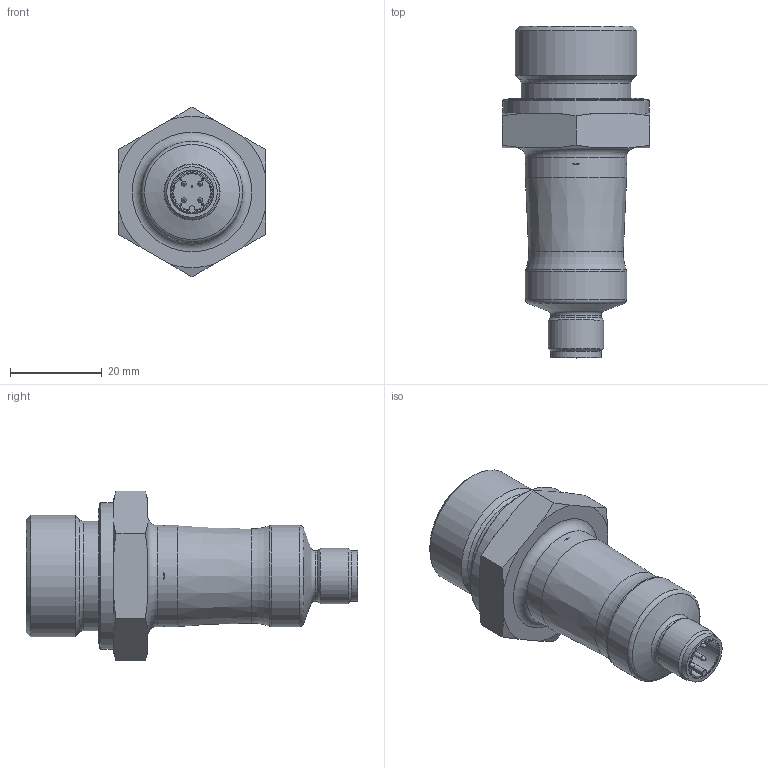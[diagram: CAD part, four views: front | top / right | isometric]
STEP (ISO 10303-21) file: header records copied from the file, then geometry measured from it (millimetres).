
FILE_DESCRIPTION(/* description */ ('Unknown'),/* implementation_level */ '2;1');
FILE_NAME(/* name */ 'PP20S-1.XXXXR.XX14.472X00.004',/* time_stamp */ '2023-06-19T08:43:44+02:00',/* author */ ('Unknown'),/* organization */ ('Baumer'),/* preprocessor_version */ 'ST-DEVELOPER v16.7',/* originating_system */ 'Solid Edge',/* authorisation */ 'Unknown');
FILE_SCHEMA (('AUTOMOTIVE_DESIGN {1 0 10303 214 3 1 1}'));
Length unit declared in the file: millimetre
Products named in the file (1): Part6
Bounding box: 32 x 72.2 x 36.95 mm (x, y, z)
Volume: 15240.5 mm3; surface area: 12617.5 mm2
Topology: 1 solids, 1 shells, 651 faces, 1790 edges, 1160 vertices
Faces by surface type: plane 362, cylinder 112, bspline 85, cone 57, torus 35
Full cylindrical faces by diameter (mm): 0.7 x6, 0.9 x2, 1 x4, 8.4 x1, 8.7 x1, 9.36 x1, 9.45 x1, 9.5 x1, 9.55 x1, 9.935 x1, 10.9 x1, 11 x1, 12 x1, 14.4 x1, 18.2 x1, 19 x1, 19.188 x2, 19.2 x1, 20 x1, 20.4 x1, 22 x2, 23.8 x1, 23.9 x1, 26.441 x1, 29.2 x1, 29.3 x1, 31.9 x1
Entity records: 26795 total; most frequent: CARTESIAN_POINT 7216, ORIENTED_EDGE 3356, DIRECTION 2613, EDGE_CURVE 1678, VERTEX_POINT 1128, AXIS2_PLACEMENT_3D 905, LINE 803, VECTOR 803
